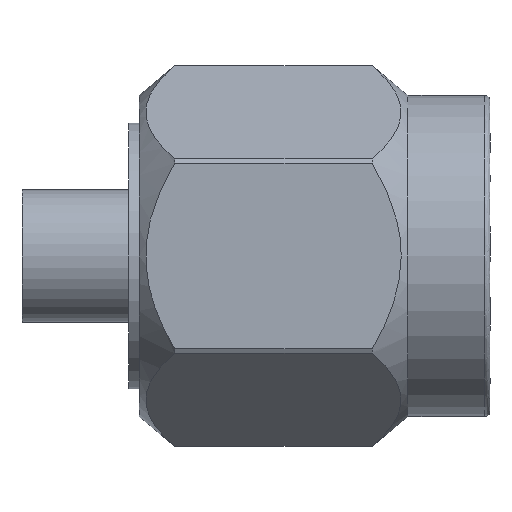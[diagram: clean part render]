
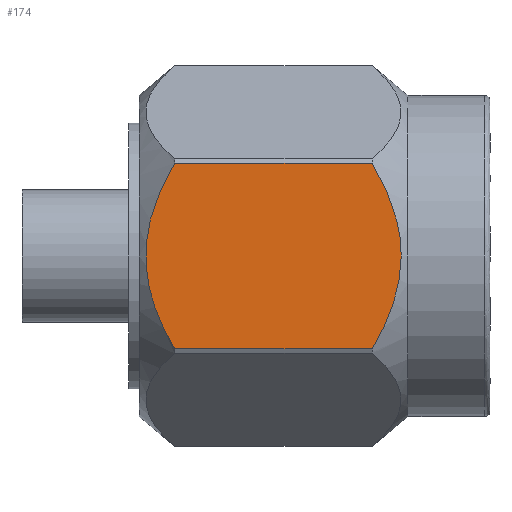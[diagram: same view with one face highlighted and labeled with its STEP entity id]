
A CAD part, left-side view. The second image highlights one B-rep face of the part: STEP entity #174.
In plain terms, the highlighted planar face has unit normal (-1, 0, 0).
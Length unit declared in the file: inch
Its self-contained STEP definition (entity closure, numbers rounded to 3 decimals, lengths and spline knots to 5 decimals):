
#9 = CARTESIAN_POINT ( 'NONE',  ( -0.15625, -0.41382, -0.07391 ) ) ;
#105 = VERTEX_POINT ( 'NONE', #251 ) ;
#144 = B_SPLINE_CURVE_WITH_KNOTS ( 'NONE', 3,
 ( #658, #1741, #652, #1391, #1935, #869, #2274, #2130, #2117, #308, #157, #1049, #2289, #853 ),
 .UNSPECIFIED., .F., .F.,
 ( 4, 2, 2, 2, 2, 2, 4 ),
 ( 0., 0.00117, 0.00175, 0.00233, 0.00291, 0.0035, 0.00466 ),
 .UNSPECIFIED. ) ;
#154 = EDGE_CURVE ( 'NONE', #1246, #1109, #144, .T. ) ;
#157 = CARTESIAN_POINT ( 'NONE',  ( -0.15625, -0.19821, -0.03815 ) ) ;
#174 = ADVANCED_FACE ( 'NONE', ( #504 ), #2111, .T. ) ;
#182 = CARTESIAN_POINT ( 'NONE',  ( -0.15625, -0.40601, -0.08733 ) ) ;
#188 = ORIENTED_EDGE ( 'NONE', *, *, #154, .T. ) ;
#230 = CARTESIAN_POINT ( 'NONE',  ( -0.15625, -0.40601, 0.08733 ) ) ;
#251 = CARTESIAN_POINT ( 'NONE',  ( -0.15625, -0.40601, -0.08733 ) ) ;
#308 = CARTESIAN_POINT ( 'NONE',  ( -0.15625, -0.19624, -0.0306 ) ) ;
#399 = DIRECTION ( 'NONE',  ( 0., -1., 0. ) ) ;
#504 = FACE_OUTER_BOUND ( 'NONE', #697, .T. ) ;
#550 = CARTESIAN_POINT ( 'NONE',  ( -0.15625, -0.10988, 0.08733 ) ) ;
#652 = CARTESIAN_POINT ( 'NONE',  ( -0.15625, -0.20554, 0.06013 ) ) ;
#658 = CARTESIAN_POINT ( 'NONE',  ( -0.15625, -0.22003, 0.08733 ) ) ;
#697 = EDGE_LOOP ( 'NONE', ( #1297, #2018, #188, #1724 ) ) ;
#711 = CARTESIAN_POINT ( 'NONE',  ( -0.15625, -0.42055, -0.06006 ) ) ;
#717 = CARTESIAN_POINT ( 'NONE',  ( -0.15625, -0.42973, 0.03092 ) ) ;
#768 = LINE ( 'NONE', #1113, #1085 ) ;
#836 = DIRECTION ( 'NONE',  ( -1., 0., 0. ) ) ;
#840 = AXIS2_PLACEMENT_3D ( 'NONE', #2282, #836, #1030 ) ;
#853 = CARTESIAN_POINT ( 'NONE',  ( -0.15625, -0.22003, -0.08733 ) ) ;
#855 = EDGE_CURVE ( 'NONE', #1056, #1246, #1685, .T. ) ;
#869 = CARTESIAN_POINT ( 'NONE',  ( -0.15625, -0.19363, 0.01558 ) ) ;
#884 = CARTESIAN_POINT ( 'NONE',  ( -0.15625, -0.43242, 0.01558 ) ) ;
#938 = CARTESIAN_POINT ( 'NONE',  ( -0.15625, -0.22003, -0.08733 ) ) ;
#1016 = CARTESIAN_POINT ( 'NONE',  ( -0.15625, -0.22003, 0.08733 ) ) ;
#1030 = DIRECTION ( 'NONE',  ( 0., -1., 0. ) ) ;
#1049 = CARTESIAN_POINT ( 'NONE',  ( -0.15625, -0.2055, -0.06006 ) ) ;
#1055 = B_SPLINE_CURVE_WITH_KNOTS ( 'NONE', 3,
 ( #1435, #2155, #1789, #1071, #717, #884, #1099, #1090, #1460, #1805, #1080, #711, #9, #182 ),
 .UNSPECIFIED., .F., .F.,
 ( 4, 2, 2, 2, 2, 2, 4 ),
 ( 0., 0.00117, 0.00175, 0.00233, 0.00291, 0.0035, 0.00466 ),
 .UNSPECIFIED. ) ;
#1056 = VERTEX_POINT ( 'NONE', #230 ) ;
#1071 = CARTESIAN_POINT ( 'NONE',  ( -0.15625, -0.42778, 0.03836 ) ) ;
#1080 = CARTESIAN_POINT ( 'NONE',  ( -0.15625, -0.42784, -0.03815 ) ) ;
#1085 = VECTOR ( 'NONE', #399, 39.37008 ) ;
#1090 = CARTESIAN_POINT ( 'NONE',  ( -0.15625, -0.43313, -0.00758 ) ) ;
#1099 = CARTESIAN_POINT ( 'NONE',  ( -0.15625, -0.43312, 0.00782 ) ) ;
#1109 = VERTEX_POINT ( 'NONE', #938 ) ;
#1113 = CARTESIAN_POINT ( 'NONE',  ( -0.15625, -0.10988, -0.08733 ) ) ;
#1246 = VERTEX_POINT ( 'NONE', #1016 ) ;
#1297 = ORIENTED_EDGE ( 'NONE', *, *, #2004, .F. ) ;
#1391 = CARTESIAN_POINT ( 'NONE',  ( -0.15625, -0.19827, 0.03836 ) ) ;
#1435 = CARTESIAN_POINT ( 'NONE',  ( -0.15625, -0.40601, 0.08733 ) ) ;
#1460 = CARTESIAN_POINT ( 'NONE',  ( -0.15625, -0.43246, -0.01526 ) ) ;
#1520 = VECTOR ( 'NONE', #1684, 39.37008 ) ;
#1684 = DIRECTION ( 'NONE',  ( 0., 1., 0. ) ) ;
#1685 = LINE ( 'NONE', #550, #1520 ) ;
#1724 = ORIENTED_EDGE ( 'NONE', *, *, #1888, .T. ) ;
#1741 = CARTESIAN_POINT ( 'NONE',  ( -0.15625, -0.21225, 0.07394 ) ) ;
#1789 = CARTESIAN_POINT ( 'NONE',  ( -0.15625, -0.42051, 0.06013 ) ) ;
#1805 = CARTESIAN_POINT ( 'NONE',  ( -0.15625, -0.42981, -0.0306 ) ) ;
#1888 = EDGE_CURVE ( 'NONE', #1109, #105, #768, .T. ) ;
#1935 = CARTESIAN_POINT ( 'NONE',  ( -0.15625, -0.19632, 0.03092 ) ) ;
#2004 = EDGE_CURVE ( 'NONE', #1056, #105, #1055, .T. ) ;
#2018 = ORIENTED_EDGE ( 'NONE', *, *, #855, .T. ) ;
#2111 = PLANE ( 'NONE',  #840 ) ;
#2117 = CARTESIAN_POINT ( 'NONE',  ( -0.15625, -0.19359, -0.01526 ) ) ;
#2130 = CARTESIAN_POINT ( 'NONE',  ( -0.15625, -0.19292, -0.00758 ) ) ;
#2155 = CARTESIAN_POINT ( 'NONE',  ( -0.15625, -0.4138, 0.07394 ) ) ;
#2274 = CARTESIAN_POINT ( 'NONE',  ( -0.15625, -0.19293, 0.00782 ) ) ;
#2282 = CARTESIAN_POINT ( 'NONE',  ( -0.15625, -0.10988, 0.09021 ) ) ;
#2289 = CARTESIAN_POINT ( 'NONE',  ( -0.15625, -0.21223, -0.07391 ) ) ;
